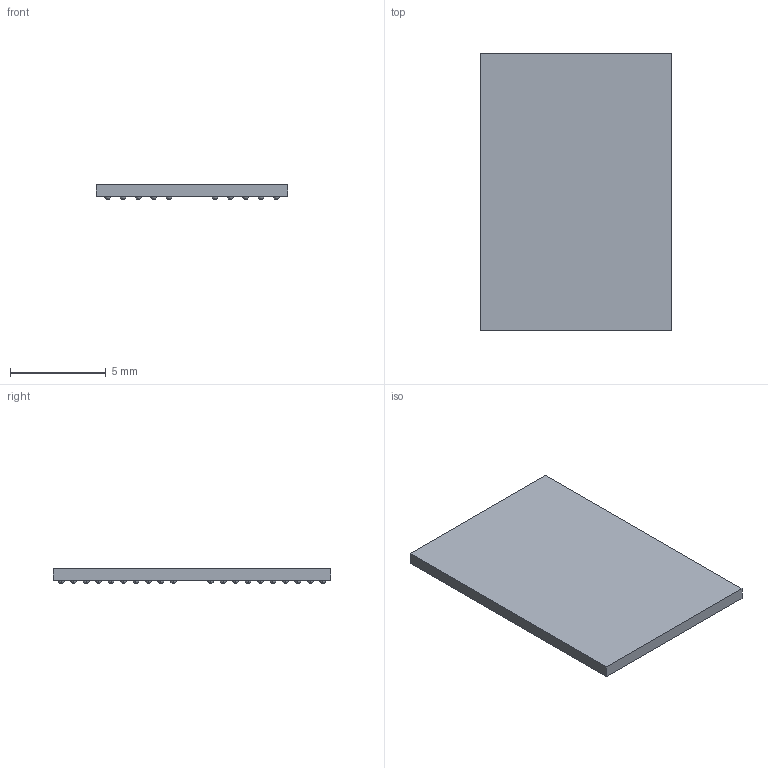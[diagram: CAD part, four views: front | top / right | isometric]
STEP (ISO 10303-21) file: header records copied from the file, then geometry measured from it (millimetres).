
FILE_DESCRIPTION (( 'STEP AP214' ), '1' );
FILE_NAME ('Ernsts Folder-200-ball_VFBGA.STEP', '2019-01-13T00:01:14', ( '' ), ( '' ), 'SwSTEP 2.0', 'SolidWorks 2018', '' );
FILE_SCHEMA (( 'AUTOMOTIVE_DESIGN' ));
Length unit declared in the file: millimetre
Products named in the file (1): Ernsts Folder-200-ball_VFBGA
Bounding box: 10 x 14.5 x 0.78 mm (x, y, z)
Volume: 93.8 mm3; surface area: 381.8 mm2
Topology: 201 solids, 201 shells, 406 faces, 1412 edges, 1008 vertices
Faces by surface type: sphere 400, plane 6
Entity records: 10001 total; most frequent: DIRECTION 1626, CARTESIAN_POINT 1227, ORIENTED_EDGE 824, AXIS2_PLACEMENT_3D 807, EDGE_CURVE 412, VERTEX_POINT 408, ADVANCED_FACE 406, FACE_OUTER_BOUND 406
